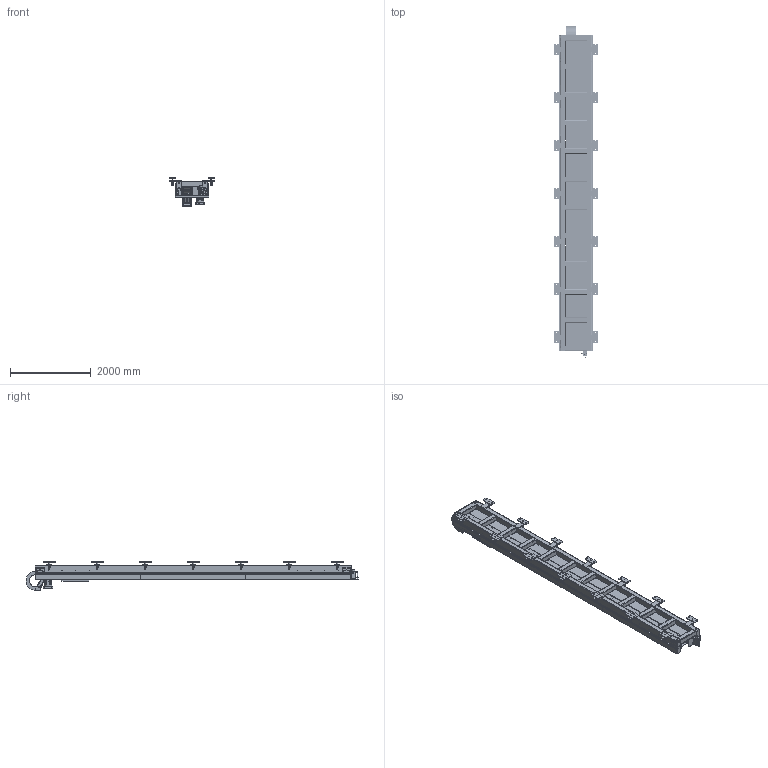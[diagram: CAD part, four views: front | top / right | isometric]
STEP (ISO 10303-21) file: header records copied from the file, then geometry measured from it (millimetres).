
FILE_DESCRIPTION(('FreeCAD Model'),'2;1');
FILE_NAME('Open CASCADE Shape Model','2025-04-29T17:02:25',('FreeCAD'),( 'FreeCAD'),'Open CASCADE STEP processor 7.6','FreeCAD','Unknown');
FILE_SCHEMA(('AUTOMOTIVE_DESIGN { 1 0 10303 214 1 1 1 1 }'));
Products named in the file (1): Open CASCADE STEP translator 7.6 1
Bounding box: 1092.46 x 8217.15 x 712.1 mm (x, y, z)
Volume: 407826841.9 mm3; surface area: 72669177.5 mm2
Topology: 77 solids, 85 shells, 7986 faces, 21283 edges, 13363 vertices
Faces by surface type: bspline 7986
Entity records: 246320 total; most frequent: CARTESIAN_POINT 123969, ORIENTED_EDGE 41378, EDGE_CURVE 20689, B_SPLINE_CURVE_WITH_KNOTS 14992, VERTEX_POINT 13363, FACE_BOUND 9580, EDGE_LOOP 9580, ADVANCED_FACE 7986
